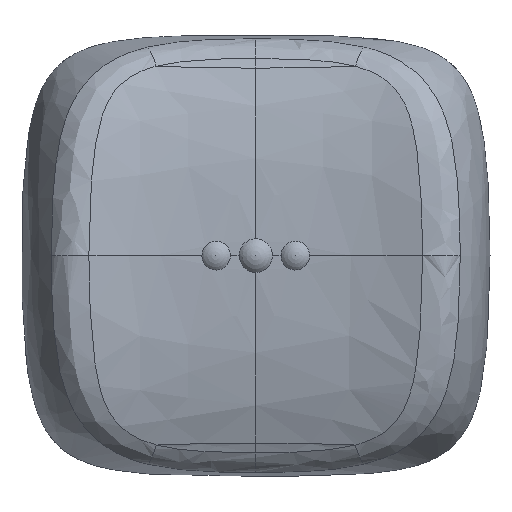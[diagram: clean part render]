
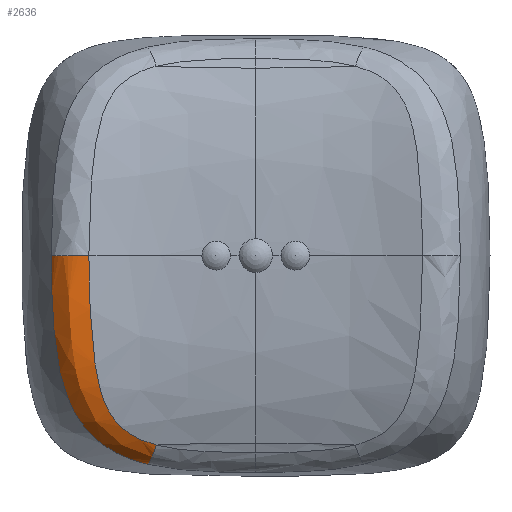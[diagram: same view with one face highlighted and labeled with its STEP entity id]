
A CAD part, top view. The second image highlights one B-rep face of the part: STEP entity #2636.
In plain terms, the highlighted free-form (B-spline) face has degree [3, 3] with [5, 12] control points.
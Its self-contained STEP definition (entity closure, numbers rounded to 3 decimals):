
#257=FACE_OUTER_BOUND('',#414,.T.);
#414=EDGE_LOOP('',(#2032,#2033,#2034,#2035));
#644=CIRCLE('',#2870,1.26);
#646=CIRCLE('',#2872,1.26);
#833=B_SPLINE_CURVE_WITH_KNOTS('',3,(#11622,#11623,#11624,#11625,#11626,
#11627,#11628,#11629,#11630,#11631,#11632,#11633),.UNSPECIFIED.,.F.,.F.,
(4,1,1,1,1,1,1,1,1,4),(0.,0.087,0.116,0.173,
0.231,0.347,0.462,0.578,
0.665,0.809),.UNSPECIFIED.);
#841=B_SPLINE_CURVE_WITH_KNOTS('',3,(#12634,#12635,#12636,#12637,#12638,
#12639,#12640,#12641,#12642,#12643,#12644,#12645),.UNSPECIFIED.,.F.,.F.,
(4,1,1,1,1,1,1,1,1,4),(-0.809,-0.665,-0.578,
-0.462,-0.347,-0.231,-0.173,
-0.116,-0.087,0.),.UNSPECIFIED.);
#1097=VERTEX_POINT('',#11471);
#1102=VERTEX_POINT('',#11621);
#1109=VERTEX_POINT('',#12627);
#1110=VERTEX_POINT('',#12633);
#1453=EDGE_CURVE('',#1102,#1097,#833,.T.);
#1464=EDGE_CURVE('',#1110,#1109,#841,.T.);
#1469=EDGE_CURVE('',#1102,#1109,#644,.T.);
#1472=EDGE_CURVE('',#1097,#1110,#646,.T.);
#2032=ORIENTED_EDGE('',*,*,#1472,.T.);
#2033=ORIENTED_EDGE('',*,*,#1464,.T.);
#2034=ORIENTED_EDGE('',*,*,#1469,.F.);
#2035=ORIENTED_EDGE('',*,*,#1453,.T.);
#2515=B_SPLINE_SURFACE_WITH_KNOTS('',3,3,((#12707,#12708,#12709,#12710,
#12711,#12712,#12713,#12714,#12715,#12716,#12717,#12718),(#12719,#12720,
#12721,#12722,#12723,#12724,#12725,#12726,#12727,#12728,#12729,#12730),
(#12731,#12732,#12733,#12734,#12735,#12736,#12737,#12738,#12739,#12740,
#12741,#12742),(#12743,#12744,#12745,#12746,#12747,#12748,#12749,#12750,
#12751,#12752,#12753,#12754),(#12755,#12756,#12757,#12758,#12759,#12760,
#12761,#12762,#12763,#12764,#12765,#12766)),.UNSPECIFIED.,.F.,.F.,.F.,(4,
1,4),(4,1,1,1,1,1,1,1,1,4),(0.,0.5,1.),(0.,0.087,0.116,
0.173,0.231,0.347,0.462,
0.578,0.665,0.809),.UNSPECIFIED.);
#2636=ADVANCED_FACE('',(#257),#2515,.F.);
#2870=AXIS2_PLACEMENT_3D('',#12699,#3288,#3289);
#2872=AXIS2_PLACEMENT_3D('',#12767,#3292,#3293);
#3288=DIRECTION('center_axis',(0.957,-0.201,-0.211));
#3289=DIRECTION('ref_axis',(0.126,-0.37,0.92));
#3292=DIRECTION('center_axis',(0.,-1.,0.));
#3293=DIRECTION('ref_axis',(0.3,0.,0.954));
#11471=CARTESIAN_POINT('',(-6.23,0.,5.526));
#11621=CARTESIAN_POINT('',(-3.716,-7.072,3.978));
#11622=CARTESIAN_POINT('Ctrl Pts',(-3.716,-7.072,
3.978));
#11623=CARTESIAN_POINT('Ctrl Pts',(-3.975,-7.001,
4.041));
#11624=CARTESIAN_POINT('Ctrl Pts',(-4.31,-6.883,
4.142));
#11625=CARTESIAN_POINT('Ctrl Pts',(-4.773,-6.618,4.325));
#11626=CARTESIAN_POINT('Ctrl Pts',(-5.124,-6.338,
4.494));
#11627=CARTESIAN_POINT('Ctrl Pts',(-5.574,-5.74,
4.781));
#11628=CARTESIAN_POINT('Ctrl Pts',(-5.891,-4.792,
5.089));
#11629=CARTESIAN_POINT('Ctrl Pts',(-6.074,-3.588,
5.319));
#11630=CARTESIAN_POINT('Ctrl Pts',(-6.163,-2.482,
5.44));
#11631=CARTESIAN_POINT('Ctrl Pts',(-6.217,-1.284,5.512));
#11632=CARTESIAN_POINT('Ctrl Pts',(-6.23,-0.492,
5.526));
#11633=CARTESIAN_POINT('Ctrl Pts',(-6.23,0.,
5.526));
#12627=CARTESIAN_POINT('',(-4.033,-7.787,3.225));
#12633=CARTESIAN_POINT('',(-7.634,0.,5.056));
#12634=CARTESIAN_POINT('Ctrl Pts',(-7.634,0.,
5.056));
#12635=CARTESIAN_POINT('Ctrl Pts',(-7.634,-0.505,
5.056));
#12636=CARTESIAN_POINT('Ctrl Pts',(-7.619,-1.312,
5.039));
#12637=CARTESIAN_POINT('Ctrl Pts',(-7.561,-2.538,4.96));
#12638=CARTESIAN_POINT('Ctrl Pts',(-7.446,-3.692,4.833));
#12639=CARTESIAN_POINT('Ctrl Pts',(-7.196,-4.998,
4.613));
#12640=CARTESIAN_POINT('Ctrl Pts',(-6.645,-6.178,4.317));
#12641=CARTESIAN_POINT('Ctrl Pts',(-5.893,-6.95,
3.955));
#12642=CARTESIAN_POINT('Ctrl Pts',(-5.381,-7.286,
3.718));
#12643=CARTESIAN_POINT('Ctrl Pts',(-4.754,-7.59,
3.459));
#12644=CARTESIAN_POINT('Ctrl Pts',(-4.34,-7.715,
3.315));
#12645=CARTESIAN_POINT('Ctrl Pts',(-4.033,-7.787,
3.225));
#12699=CARTESIAN_POINT('Origin',(-3.875,-6.605,2.818));
#12707=CARTESIAN_POINT('Ctrl Pts',(-3.716,-7.072,
3.978));
#12708=CARTESIAN_POINT('Ctrl Pts',(-3.975,-7.001,
4.041));
#12709=CARTESIAN_POINT('Ctrl Pts',(-4.31,-6.883,
4.142));
#12710=CARTESIAN_POINT('Ctrl Pts',(-4.773,-6.618,4.325));
#12711=CARTESIAN_POINT('Ctrl Pts',(-5.124,-6.338,
4.494));
#12712=CARTESIAN_POINT('Ctrl Pts',(-5.574,-5.74,
4.781));
#12713=CARTESIAN_POINT('Ctrl Pts',(-5.891,-4.792,
5.089));
#12714=CARTESIAN_POINT('Ctrl Pts',(-6.074,-3.588,
5.319));
#12715=CARTESIAN_POINT('Ctrl Pts',(-6.163,-2.482,
5.44));
#12716=CARTESIAN_POINT('Ctrl Pts',(-6.217,-1.284,5.512));
#12717=CARTESIAN_POINT('Ctrl Pts',(-6.23,-0.492,
5.526));
#12718=CARTESIAN_POINT('Ctrl Pts',(-6.23,0.,
5.526));
#12719=CARTESIAN_POINT('Ctrl Pts',(-3.766,-7.241,3.916));
#12720=CARTESIAN_POINT('Ctrl Pts',(-4.032,-7.169,
3.984));
#12721=CARTESIAN_POINT('Ctrl Pts',(-4.381,-7.047,
4.092));
#12722=CARTESIAN_POINT('Ctrl Pts',(-4.872,-6.774,
4.291));
#12723=CARTESIAN_POINT('Ctrl Pts',(-5.252,-6.483,
4.477));
#12724=CARTESIAN_POINT('Ctrl Pts',(-5.757,-5.857,
4.799));
#12725=CARTESIAN_POINT('Ctrl Pts',(-6.123,-4.867,
5.143));
#12726=CARTESIAN_POINT('Ctrl Pts',(-6.32,-3.631,
5.389));
#12727=CARTESIAN_POINT('Ctrl Pts',(-6.414,-2.506,
5.516));
#12728=CARTESIAN_POINT('Ctrl Pts',(-6.469,-1.295,5.591));
#12729=CARTESIAN_POINT('Ctrl Pts',(-6.482,-0.497,
5.605));
#12730=CARTESIAN_POINT('Ctrl Pts',(-6.482,0.,
5.605));
#12731=CARTESIAN_POINT('Ctrl Pts',(-3.875,-7.549,
3.715));
#12732=CARTESIAN_POINT('Ctrl Pts',(-4.159,-7.475,3.793));
#12733=CARTESIAN_POINT('Ctrl Pts',(-4.535,-7.348,
3.917));
#12734=CARTESIAN_POINT('Ctrl Pts',(-5.086,-7.059,
4.147));
#12735=CARTESIAN_POINT('Ctrl Pts',(-5.525,-6.747,
4.363));
#12736=CARTESIAN_POINT('Ctrl Pts',(-6.15,-6.064,
4.732));
#12737=CARTESIAN_POINT('Ctrl Pts',(-6.626,-4.988,
5.11));
#12738=CARTESIAN_POINT('Ctrl Pts',(-6.86,-3.697,
5.371));
#12739=CARTESIAN_POINT('Ctrl Pts',(-6.966,-2.544,
5.506));
#12740=CARTESIAN_POINT('Ctrl Pts',(-7.022,-1.313,
5.584));
#12741=CARTESIAN_POINT('Ctrl Pts',(-7.036,-0.504,
5.6));
#12742=CARTESIAN_POINT('Ctrl Pts',(-7.036,0.,
5.6));
#12743=CARTESIAN_POINT('Ctrl Pts',(-3.984,-7.734,
3.398));
#12744=CARTESIAN_POINT('Ctrl Pts',(-4.284,-7.661,
3.484));
#12745=CARTESIAN_POINT('Ctrl Pts',(-4.686,-7.534,
3.622));
#12746=CARTESIAN_POINT('Ctrl Pts',(-5.291,-7.234,
3.874));
#12747=CARTESIAN_POINT('Ctrl Pts',(-5.782,-6.906,
4.106));
#12748=CARTESIAN_POINT('Ctrl Pts',(-6.501,-6.163,
4.476));
#12749=CARTESIAN_POINT('Ctrl Pts',(-7.043,-5.012,
4.807));
#12750=CARTESIAN_POINT('Ctrl Pts',(-7.295,-3.704,
5.044));
#12751=CARTESIAN_POINT('Ctrl Pts',(-7.409,-2.546,
5.175));
#12752=CARTESIAN_POINT('Ctrl Pts',(-7.467,-1.315,
5.254));
#12753=CARTESIAN_POINT('Ctrl Pts',(-7.481,-0.505,
5.271));
#12754=CARTESIAN_POINT('Ctrl Pts',(-7.481,0.,
5.271));
#12755=CARTESIAN_POINT('Ctrl Pts',(-4.033,-7.787,
3.225));
#12756=CARTESIAN_POINT('Ctrl Pts',(-4.34,-7.715,
3.315));
#12757=CARTESIAN_POINT('Ctrl Pts',(-4.754,-7.59,
3.459));
#12758=CARTESIAN_POINT('Ctrl Pts',(-5.381,-7.286,
3.718));
#12759=CARTESIAN_POINT('Ctrl Pts',(-5.893,-6.95,
3.955));
#12760=CARTESIAN_POINT('Ctrl Pts',(-6.645,-6.178,4.317));
#12761=CARTESIAN_POINT('Ctrl Pts',(-7.196,-4.998,
4.613));
#12762=CARTESIAN_POINT('Ctrl Pts',(-7.446,-3.692,4.833));
#12763=CARTESIAN_POINT('Ctrl Pts',(-7.561,-2.538,4.96));
#12764=CARTESIAN_POINT('Ctrl Pts',(-7.619,-1.312,
5.039));
#12765=CARTESIAN_POINT('Ctrl Pts',(-7.634,-0.505,
5.056));
#12766=CARTESIAN_POINT('Ctrl Pts',(-7.634,0.,
5.056));
#12767=CARTESIAN_POINT('Origin',(-6.608,0.,
4.324));
